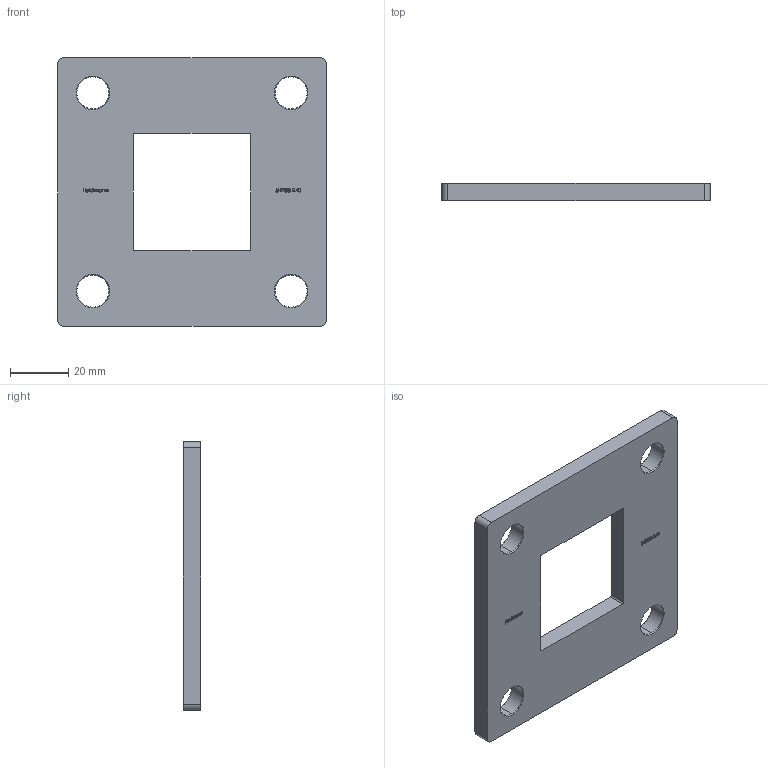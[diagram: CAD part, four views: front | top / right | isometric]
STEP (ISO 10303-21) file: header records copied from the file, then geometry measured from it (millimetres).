
FILE_DESCRIPTION (( 'STEP AP203' ), '1' );
FILE_NAME ('54208-240.step', '2020-10-21T11:03:12', ( '' ), ( '' ), 'SwSTEP 2.0', 'SolidWorks 2018', '' );
FILE_SCHEMA (( 'CONFIG_CONTROL_DESIGN' ));
Length unit declared in the file: millimetre
Products named in the file (2): 54208-240
Bounding box: 92 x 6 x 92 mm (x, y, z)
Volume: 38778.3 mm3; surface area: 16875.7 mm2
Topology: 1 solids, 1 shells, 273 faces, 719 edges, 474 vertices
Faces by surface type: plane 138, bspline 103, cone 16, cylinder 16
Entity records: 14334 total; most frequent: CARTESIAN_POINT 8075, ORIENTED_EDGE 1438, DIRECTION 905, EDGE_CURVE 719, VERTEX_POINT 474, LINE 465, VECTOR 465, EDGE_LOOP 309
